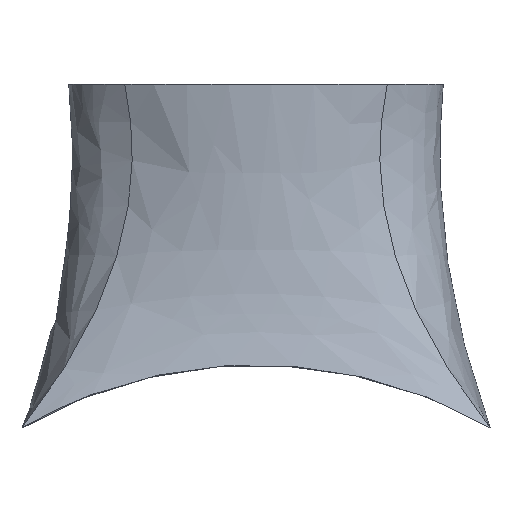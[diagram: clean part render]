
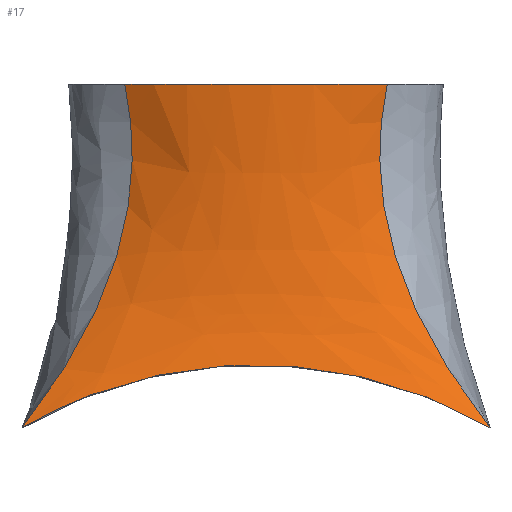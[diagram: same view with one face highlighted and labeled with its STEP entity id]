
A CAD part, top view. The second image highlights one B-rep face of the part: STEP entity #17.
In plain terms, the highlighted free-form (B-spline) face has degree [8, 2] with [9, 3] control points.
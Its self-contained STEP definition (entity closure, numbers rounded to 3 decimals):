
#17 = ADVANCED_FACE('',(#18),#38,.F.);
#18 = FACE_BOUND('',#19,.F.);
#19 = EDGE_LOOP('',(#20,#72,#123,#145));
#20 = ORIENTED_EDGE('',*,*,#21,.T.);
#21 = EDGE_CURVE('',#22,#24,#26,.T.);
#22 = VERTEX_POINT('',#23);
#23 = CARTESIAN_POINT('',(5.,8.66,2.667));
#24 = VERTEX_POINT('',#25);
#25 = CARTESIAN_POINT('',(-5.,8.66,2.667));
#26 = SURFACE_CURVE('',#27,(#37),.PCURVE_S1.);
#27 = B_SPLINE_CURVE_WITH_KNOTS('',8,(#28,#29,#30,#31,#32,#33,#34,#35,
    #36),.UNSPECIFIED.,.F.,.F.,(9,9),(0.,1.),.PIECEWISE_BEZIER_KNOTS.);
#28 = CARTESIAN_POINT('',(5.,8.66,2.667));
#29 = CARTESIAN_POINT('',(3.866,9.315,2.667)
  );
#30 = CARTESIAN_POINT('',(2.635,9.8,2.667)
  );
#31 = CARTESIAN_POINT('',(1.335,10.098,2.667));
#32 = CARTESIAN_POINT('',(0.,10.199,
    2.667));
#33 = CARTESIAN_POINT('',(-1.335,10.098,2.667)
  );
#34 = CARTESIAN_POINT('',(-2.635,9.8,2.667)
  );
#35 = CARTESIAN_POINT('',(-3.866,9.315,2.667)
  );
#36 = CARTESIAN_POINT('',(-5.,8.66,2.667));
#37 = PCURVE('',#38,#66);
#38 = B_SPLINE_SURFACE_WITH_KNOTS('',8,2,(
    (#39,#40,#41)
    ,(#42,#43,#44)
    ,(#45,#46,#47)
    ,(#48,#49,#50)
    ,(#51,#52,#53)
    ,(#54,#55,#56)
    ,(#57,#58,#59)
    ,(#60,#61,#62)
    ,(#63,#64,#65
    )),.UNSPECIFIED.,.F.,.F.,.F.,(9,9),(3,3),(0.,1.),(0.,1.),
  .PIECEWISE_BEZIER_KNOTS.);
#39 = CARTESIAN_POINT('',(5.,8.66,2.667));
#40 = CARTESIAN_POINT('',(2.033,12.385,1.12)
  );
#41 = CARTESIAN_POINT('',(2.804,16.,1.522));
#42 = CARTESIAN_POINT('',(3.866,9.315,2.667)
  );
#43 = CARTESIAN_POINT('',(1.682,12.156,1.512)
  );
#44 = CARTESIAN_POINT('',(2.25,16.,1.812));
#45 = CARTESIAN_POINT('',(2.635,9.8,2.667)
  );
#46 = CARTESIAN_POINT('',(1.203,11.986,1.816)
  );
#47 = CARTESIAN_POINT('',(1.575,16.,2.037));
#48 = CARTESIAN_POINT('',(1.335,10.098,2.667));
#49 = CARTESIAN_POINT('',(0.627,11.881,2.008)
  );
#50 = CARTESIAN_POINT('',(0.811,16.,2.179));
#51 = CARTESIAN_POINT('',(0.,10.199,
    2.667));
#52 = CARTESIAN_POINT('',(0.,11.846,
    2.074));
#53 = CARTESIAN_POINT('',(0.,16.,2.228));
#54 = CARTESIAN_POINT('',(-1.335,10.098,2.667)
  );
#55 = CARTESIAN_POINT('',(-0.627,11.881,2.008
    ));
#56 = CARTESIAN_POINT('',(-0.811,16.,2.179));
#57 = CARTESIAN_POINT('',(-2.635,9.8,2.667)
  );
#58 = CARTESIAN_POINT('',(-1.203,11.986,1.816)
  );
#59 = CARTESIAN_POINT('',(-1.575,16.,2.037));
#60 = CARTESIAN_POINT('',(-3.866,9.315,2.667)
  );
#61 = CARTESIAN_POINT('',(-1.682,12.156,1.512
    ));
#62 = CARTESIAN_POINT('',(-2.25,16.,1.812));
#63 = CARTESIAN_POINT('',(-5.,8.66,2.667));
#64 = CARTESIAN_POINT('',(-2.033,12.385,1.12
    ));
#65 = CARTESIAN_POINT('',(-2.804,16.,1.522));
#66 = DEFINITIONAL_REPRESENTATION('',(#67),#71);
#67 = LINE('',#68,#69);
#68 = CARTESIAN_POINT('',(0.,0.));
#69 = VECTOR('',#70,1.);
#70 = DIRECTION('',(1.,0.));
#71 = ( GEOMETRIC_REPRESENTATION_CONTEXT(2) 
PARAMETRIC_REPRESENTATION_CONTEXT() REPRESENTATION_CONTEXT('2D SPACE',''
  ) );
#72 = ORIENTED_EDGE('',*,*,#73,.T.);
#73 = EDGE_CURVE('',#24,#74,#76,.T.);
#74 = VERTEX_POINT('',#75);
#75 = CARTESIAN_POINT('',(-2.804,16.,1.522));
#76 = SURFACE_CURVE('',#77,(#81,#88),.PCURVE_S1.);
#77 = B_SPLINE_CURVE_WITH_KNOTS('',2,(#78,#79,#80),.UNSPECIFIED.,.F.,.F.
  ,(3,3),(0.,1.),.PIECEWISE_BEZIER_KNOTS.);
#78 = CARTESIAN_POINT('',(-5.,8.66,2.667));
#79 = CARTESIAN_POINT('',(-2.033,12.385,1.12
    ));
#80 = CARTESIAN_POINT('',(-2.804,16.,1.522));
#81 = PCURVE('',#38,#82);
#82 = DEFINITIONAL_REPRESENTATION('',(#83),#87);
#83 = LINE('',#84,#85);
#84 = CARTESIAN_POINT('',(1.,0.));
#85 = VECTOR('',#86,1.);
#86 = DIRECTION('',(0.,1.));
#87 = ( GEOMETRIC_REPRESENTATION_CONTEXT(2) 
PARAMETRIC_REPRESENTATION_CONTEXT() REPRESENTATION_CONTEXT('2D SPACE',''
  ) );
#88 = PCURVE('',#89,#117);
#89 = B_SPLINE_SURFACE_WITH_KNOTS('',8,2,(
    (#90,#91,#92)
    ,(#93,#94,#95)
    ,(#96,#97,#98)
    ,(#99,#100,#101)
    ,(#102,#103,#104)
    ,(#105,#106,#107)
    ,(#108,#109,#110)
    ,(#111,#112,#113)
    ,(#114,#115,#116
    )),.UNSPECIFIED.,.F.,.F.,.F.,(9,9),(3,3),(1.,2.),(0.,1.),
  .PIECEWISE_BEZIER_KNOTS.);
#90 = CARTESIAN_POINT('',(-5.,8.66,2.667));
#91 = CARTESIAN_POINT('',(-2.033,12.385,1.12
    ));
#92 = CARTESIAN_POINT('',(-2.804,16.,1.522));
#93 = CARTESIAN_POINT('',(-5.,8.66,2.));
#94 = CARTESIAN_POINT('',(-2.798,12.385,0.953
    ));
#95 = CARTESIAN_POINT('',(-3.37,16.,1.225));
#96 = CARTESIAN_POINT('',(-5.,8.66,1.333));
#97 = CARTESIAN_POINT('',(-3.393,12.385,0.693
    ));
#98 = CARTESIAN_POINT('',(-3.81,16.,0.859));
#99 = CARTESIAN_POINT('',(-5.,8.66,0.667));
#100 = CARTESIAN_POINT('',(-3.771,12.385,
    0.365));
#101 = CARTESIAN_POINT('',(-4.09,16.,0.443
    ));
#102 = CARTESIAN_POINT('',(-5.,8.66,0.));
#103 = CARTESIAN_POINT('',(-3.9,12.385,
    0.));
#104 = CARTESIAN_POINT('',(-4.186,16.,
    0.));
#105 = CARTESIAN_POINT('',(-5.,8.66,-0.667));
#106 = CARTESIAN_POINT('',(-3.771,12.385,
    -0.365));
#107 = CARTESIAN_POINT('',(-4.09,16.,
    -0.443));
#108 = CARTESIAN_POINT('',(-5.,8.66,-1.333));
#109 = CARTESIAN_POINT('',(-3.393,12.385,
    -0.693));
#110 = CARTESIAN_POINT('',(-3.81,16.,
    -0.859));
#111 = CARTESIAN_POINT('',(-5.,8.66,-2.));
#112 = CARTESIAN_POINT('',(-2.798,12.385,
    -0.953));
#113 = CARTESIAN_POINT('',(-3.37,16.,-1.225));
#114 = CARTESIAN_POINT('',(-5.,8.66,-2.667));
#115 = CARTESIAN_POINT('',(-2.033,12.385,
    -1.12));
#116 = CARTESIAN_POINT('',(-2.804,16.,-1.522));
#117 = DEFINITIONAL_REPRESENTATION('',(#118),#122);
#118 = LINE('',#119,#120);
#119 = CARTESIAN_POINT('',(1.,0.));
#120 = VECTOR('',#121,1.);
#121 = DIRECTION('',(0.,1.));
#122 = ( GEOMETRIC_REPRESENTATION_CONTEXT(2) 
PARAMETRIC_REPRESENTATION_CONTEXT() REPRESENTATION_CONTEXT('2D SPACE',''
  ) );
#123 = ORIENTED_EDGE('',*,*,#124,.F.);
#124 = EDGE_CURVE('',#125,#74,#127,.T.);
#125 = VERTEX_POINT('',#126);
#126 = CARTESIAN_POINT('',(2.804,16.,1.522));
#127 = SURFACE_CURVE('',#128,(#138),.PCURVE_S1.);
#128 = B_SPLINE_CURVE_WITH_KNOTS('',8,(#129,#130,#131,#132,#133,#134,
    #135,#136,#137),.UNSPECIFIED.,.F.,.F.,(9,9),(0.,1.),
  .PIECEWISE_BEZIER_KNOTS.);
#129 = CARTESIAN_POINT('',(2.804,16.,1.522));
#130 = CARTESIAN_POINT('',(2.25,16.,1.812));
#131 = CARTESIAN_POINT('',(1.575,16.,2.037));
#132 = CARTESIAN_POINT('',(0.811,16.,2.179));
#133 = CARTESIAN_POINT('',(0.,16.,2.228));
#134 = CARTESIAN_POINT('',(-0.811,16.,2.179));
#135 = CARTESIAN_POINT('',(-1.575,16.,2.037));
#136 = CARTESIAN_POINT('',(-2.25,16.,1.812));
#137 = CARTESIAN_POINT('',(-2.804,16.,1.522));
#138 = PCURVE('',#38,#139);
#139 = DEFINITIONAL_REPRESENTATION('',(#140),#144);
#140 = LINE('',#141,#142);
#141 = CARTESIAN_POINT('',(0.,1.));
#142 = VECTOR('',#143,1.);
#143 = DIRECTION('',(1.,0.));
#144 = ( GEOMETRIC_REPRESENTATION_CONTEXT(2) 
PARAMETRIC_REPRESENTATION_CONTEXT() REPRESENTATION_CONTEXT('2D SPACE',''
  ) );
#145 = ORIENTED_EDGE('',*,*,#146,.F.);
#146 = EDGE_CURVE('',#22,#125,#147,.T.);
#147 = SURFACE_CURVE('',#148,(#152,#159),.PCURVE_S1.);
#148 = B_SPLINE_CURVE_WITH_KNOTS('',2,(#149,#150,#151),.UNSPECIFIED.,.F.
  ,.F.,(3,3),(0.,1.),.PIECEWISE_BEZIER_KNOTS.);
#149 = CARTESIAN_POINT('',(5.,8.66,2.667));
#150 = CARTESIAN_POINT('',(2.033,12.385,1.12
    ));
#151 = CARTESIAN_POINT('',(2.804,16.,1.522));
#152 = PCURVE('',#38,#153);
#153 = DEFINITIONAL_REPRESENTATION('',(#154),#158);
#154 = LINE('',#155,#156);
#155 = CARTESIAN_POINT('',(0.,0.));
#156 = VECTOR('',#157,1.);
#157 = DIRECTION('',(0.,1.));
#158 = ( GEOMETRIC_REPRESENTATION_CONTEXT(2) 
PARAMETRIC_REPRESENTATION_CONTEXT() REPRESENTATION_CONTEXT('2D SPACE',''
  ) );
#159 = PCURVE('',#160,#188);
#160 = B_SPLINE_SURFACE_WITH_KNOTS('',8,2,(
    (#161,#162,#163)
    ,(#164,#165,#166)
    ,(#167,#168,#169)
    ,(#170,#171,#172)
    ,(#173,#174,#175)
    ,(#176,#177,#178)
    ,(#179,#180,#181)
    ,(#182,#183,#184)
    ,(#185,#186,#187
    )),.UNSPECIFIED.,.F.,.F.,.F.,(9,9),(3,3),(4.,5.),(0.,1.),
  .PIECEWISE_BEZIER_KNOTS.);
#161 = CARTESIAN_POINT('',(5.,8.66,0.));
#162 = CARTESIAN_POINT('',(3.649,12.385,
    0.));
#163 = CARTESIAN_POINT('',(4.,16.,0.));
#164 = CARTESIAN_POINT('',(5.,8.66,0.333));
#165 = CARTESIAN_POINT('',(3.649,12.385,0.169
    ));
#166 = CARTESIAN_POINT('',(4.,16.,0.212));
#167 = CARTESIAN_POINT('',(5.,8.66,0.667));
#168 = CARTESIAN_POINT('',(3.588,12.385,0.338
    ));
#169 = CARTESIAN_POINT('',(3.955,16.,0.424));
#170 = CARTESIAN_POINT('',(5.,8.66,1.));
#171 = CARTESIAN_POINT('',(3.467,12.385,0.503)
  );
#172 = CARTESIAN_POINT('',(3.865,16.,0.632));
#173 = CARTESIAN_POINT('',(5.,8.66,1.333));
#174 = CARTESIAN_POINT('',(3.285,12.385,0.659)
  );
#175 = CARTESIAN_POINT('',(3.731,16.,0.834));
#176 = CARTESIAN_POINT('',(5.,8.66,1.667));
#177 = CARTESIAN_POINT('',(3.047,12.385,0.803
    ));
#178 = CARTESIAN_POINT('',(3.554,16.,1.027));
#179 = CARTESIAN_POINT('',(5.,8.66,2.));
#180 = CARTESIAN_POINT('',(2.755,12.385,0.93
    ));
#181 = CARTESIAN_POINT('',(3.338,16.,1.208));
#182 = CARTESIAN_POINT('',(5.,8.66,2.333));
#183 = CARTESIAN_POINT('',(2.416,12.385,1.036
    ));
#184 = CARTESIAN_POINT('',(3.087,16.,1.373));
#185 = CARTESIAN_POINT('',(5.,8.66,2.667));
#186 = CARTESIAN_POINT('',(2.033,12.385,1.12
    ));
#187 = CARTESIAN_POINT('',(2.804,16.,1.522));
#188 = DEFINITIONAL_REPRESENTATION('',(#189),#193);
#189 = LINE('',#190,#191);
#190 = CARTESIAN_POINT('',(5.,0.));
#191 = VECTOR('',#192,1.);
#192 = DIRECTION('',(0.,1.));
#193 = ( GEOMETRIC_REPRESENTATION_CONTEXT(2) 
PARAMETRIC_REPRESENTATION_CONTEXT() REPRESENTATION_CONTEXT('2D SPACE',''
  ) );
